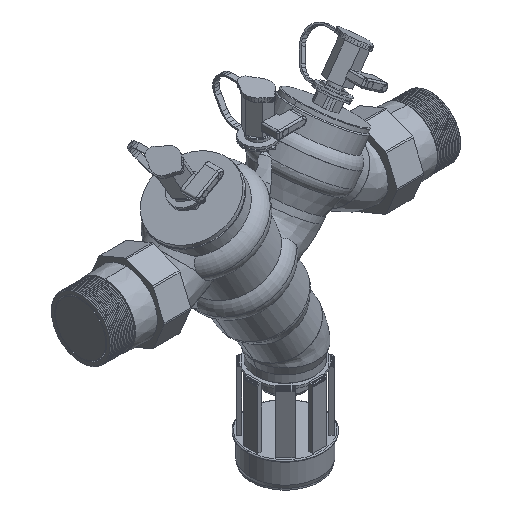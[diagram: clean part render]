
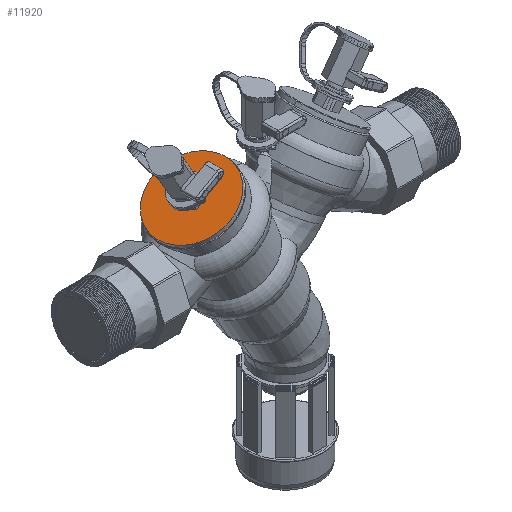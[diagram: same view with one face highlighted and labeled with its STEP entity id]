
A CAD part, isometric view. The second image highlights one B-rep face of the part: STEP entity #11920.
In plain terms, the highlighted planar face has unit normal (-0.5, 0, 0.866).
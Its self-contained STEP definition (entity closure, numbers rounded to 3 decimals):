
#8734=EDGE_CURVE('',#10078,#10662,#19604,.T.);
#10078=VERTEX_POINT('',#21088);
#10662=VERTEX_POINT('',#21721);
#11802=EDGE_CURVE('',#10662,#10078,#22969,.T.);
#11920=ADVANCED_FACE('',(#23098),#23099,.T.);
#19604=CIRCLE('',#36581,38.5);
#21088=CARTESIAN_POINT('',(-32.655,0.0,76.407));
#21721=CARTESIAN_POINT('',(-99.339,0.,37.907));
#22969=CIRCLE('',#42467,38.5);
#23098=FACE_OUTER_BOUND('',#42714,.T.);
#23099=PLANE('',#42715);
#36581=AXIS2_PLACEMENT_3D('',#57546,#57547,#57548);
#42467=AXIS2_PLACEMENT_3D('',#61166,#61167,#61168);
#42714=EDGE_LOOP('',(#61298,#61299));
#42715=AXIS2_PLACEMENT_3D('',#61300,#61301,#61302);
#57546=CARTESIAN_POINT('',(-65.997,0.0,57.157));
#57547=DIRECTION('',(-0.5,0.0,0.866));
#57548=DIRECTION('',(0.866,0.0,0.5));
#61166=CARTESIAN_POINT('',(-65.997,0.0,57.157));
#61167=DIRECTION('',(-0.5,0.0,0.866));
#61168=DIRECTION('',(0.866,0.0,0.5));
#61298=ORIENTED_EDGE('',*,*,#8734,.T.);
#61299=ORIENTED_EDGE('',*,*,#11802,.T.);
#61300=CARTESIAN_POINT('',(-65.997,0.0,57.157));
#61301=DIRECTION('',(-0.5,0.0,0.866));
#61302=DIRECTION('',(0.866,0.0,0.5));
